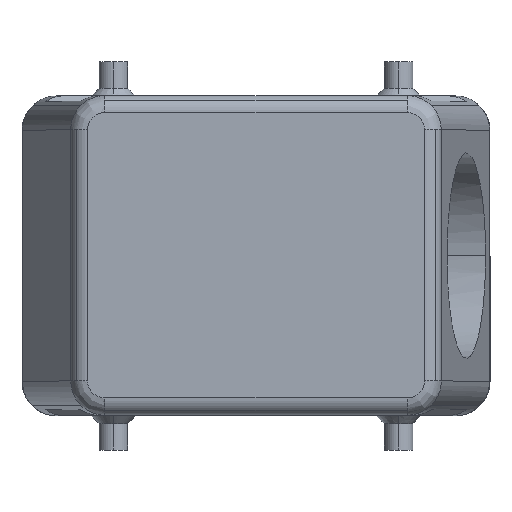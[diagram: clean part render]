
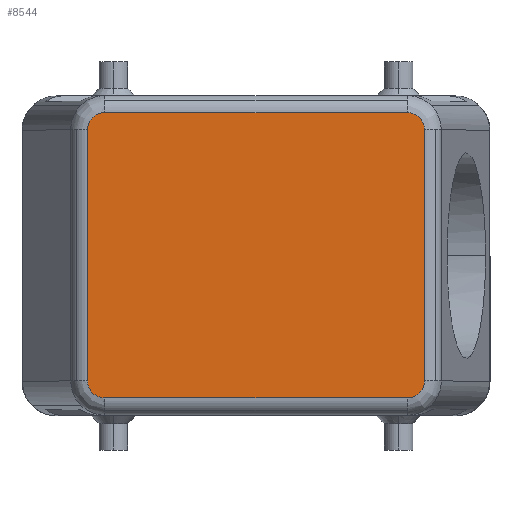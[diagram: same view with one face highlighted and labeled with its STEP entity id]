
A CAD part, top view. The second image highlights one B-rep face of the part: STEP entity #8544.
In plain terms, the highlighted planar face has unit normal (0, 0, 1).
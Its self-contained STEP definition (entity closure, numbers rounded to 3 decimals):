
#3313=CARTESIAN_POINT('',(29.52,22.,75.0));
#3314=VERTEX_POINT('',#3313);
#3322=CARTESIAN_POINT('',(29.52,-22.,75.0));
#3323=VERTEX_POINT('',#3322);
#3324=CARTESIAN_POINT('',(29.52,22.,75.0));
#3325=DIRECTION('',(0.0,-1.0,0.0));
#3326=VECTOR('',#3325,44.0);
#3327=LINE('',#3324,#3326);
#3328=EDGE_CURVE('',#3314,#3323,#3327,.T.);
#8352=CARTESIAN_POINT('',(-26.465,25.,75.0));
#8353=VERTEX_POINT('',#8352);
#8371=CARTESIAN_POINT('',(-29.52,22.,75.0));
#8372=VERTEX_POINT('',#8371);
#8380=CARTESIAN_POINT('',(-26.465,22.,75.0));
#8381=DIRECTION('',(0.0,0.0,-1.0));
#8382=DIRECTION('',(-1.0,0.0,0.0));
#8383=AXIS2_PLACEMENT_3D('',#8380,#8381,#8382);
#8384=ELLIPSE('',#8383,3.055,3.);
#8385=EDGE_CURVE('',#8372,#8353,#8384,.T.);
#8477=CARTESIAN_POINT('',(26.465,25.,75.0));
#8478=VERTEX_POINT('',#8477);
#8479=CARTESIAN_POINT('',(-26.465,25.,75.0));
#8480=DIRECTION('',(1.0,0.0,0.0));
#8481=VECTOR('',#8480,52.931);
#8482=LINE('',#8479,#8481);
#8483=EDGE_CURVE('',#8353,#8478,#8482,.T.);
#8495=CARTESIAN_POINT('',(32.0,0.0,75.0));
#8496=DIRECTION('',(0.0,0.0,1.0));
#8497=DIRECTION('',(1.0,0.0,0.0));
#8498=AXIS2_PLACEMENT_3D('',#8495,#8496,#8497);
#8499=PLANE('',#8498);
#8500=ORIENTED_EDGE('',*,*,#8385,.F.);
#8501=CARTESIAN_POINT('',(-29.52,-22.,75.0));
#8502=VERTEX_POINT('',#8501);
#8503=CARTESIAN_POINT('',(-29.52,-22.,75.0));
#8504=DIRECTION('',(0.0,1.0,0.0));
#8505=VECTOR('',#8504,44.0);
#8506=LINE('',#8503,#8505);
#8507=EDGE_CURVE('',#8502,#8372,#8506,.T.);
#8508=ORIENTED_EDGE('',*,*,#8507,.F.);
#8509=CARTESIAN_POINT('',(-26.465,-25.0,75.0));
#8510=VERTEX_POINT('',#8509);
#8511=CARTESIAN_POINT('',(-26.465,-22.,75.0));
#8512=DIRECTION('',(0.0,0.0,-1.0));
#8513=DIRECTION('',(-1.0,0.0,0.0));
#8514=AXIS2_PLACEMENT_3D('',#8511,#8512,#8513);
#8515=ELLIPSE('',#8514,3.055,3.);
#8516=EDGE_CURVE('',#8510,#8502,#8515,.T.);
#8517=ORIENTED_EDGE('',*,*,#8516,.F.);
#8518=CARTESIAN_POINT('',(26.465,-25.0,75.0));
#8519=VERTEX_POINT('',#8518);
#8520=CARTESIAN_POINT('',(26.465,-25.0,75.0));
#8521=DIRECTION('',(-1.0,0.0,0.0));
#8522=VECTOR('',#8521,52.931);
#8523=LINE('',#8520,#8522);
#8524=EDGE_CURVE('',#8519,#8510,#8523,.T.);
#8525=ORIENTED_EDGE('',*,*,#8524,.F.);
#8526=CARTESIAN_POINT('',(26.465,-22.,75.0));
#8527=DIRECTION('',(0.0,0.0,-1.0));
#8528=DIRECTION('',(1.0,0.0,0.0));
#8529=AXIS2_PLACEMENT_3D('',#8526,#8527,#8528);
#8530=ELLIPSE('',#8529,3.055,3.0);
#8531=EDGE_CURVE('',#3323,#8519,#8530,.T.);
#8532=ORIENTED_EDGE('',*,*,#8531,.F.);
#8533=ORIENTED_EDGE('',*,*,#3328,.F.);
#8534=CARTESIAN_POINT('',(26.465,22.,75.0));
#8535=DIRECTION('',(0.0,0.0,-1.0));
#8536=DIRECTION('',(1.0,0.0,0.0));
#8537=AXIS2_PLACEMENT_3D('',#8534,#8535,#8536);
#8538=ELLIPSE('',#8537,3.055,3.);
#8539=EDGE_CURVE('',#8478,#3314,#8538,.T.);
#8540=ORIENTED_EDGE('',*,*,#8539,.F.);
#8541=ORIENTED_EDGE('',*,*,#8483,.F.);
#8542=EDGE_LOOP('',(#8500,#8508,#8517,#8525,#8532,#8533,#8540,#8541));
#8543=FACE_OUTER_BOUND('',#8542,.T.);
#8544=ADVANCED_FACE('',(#8543),#8499,.T.);
